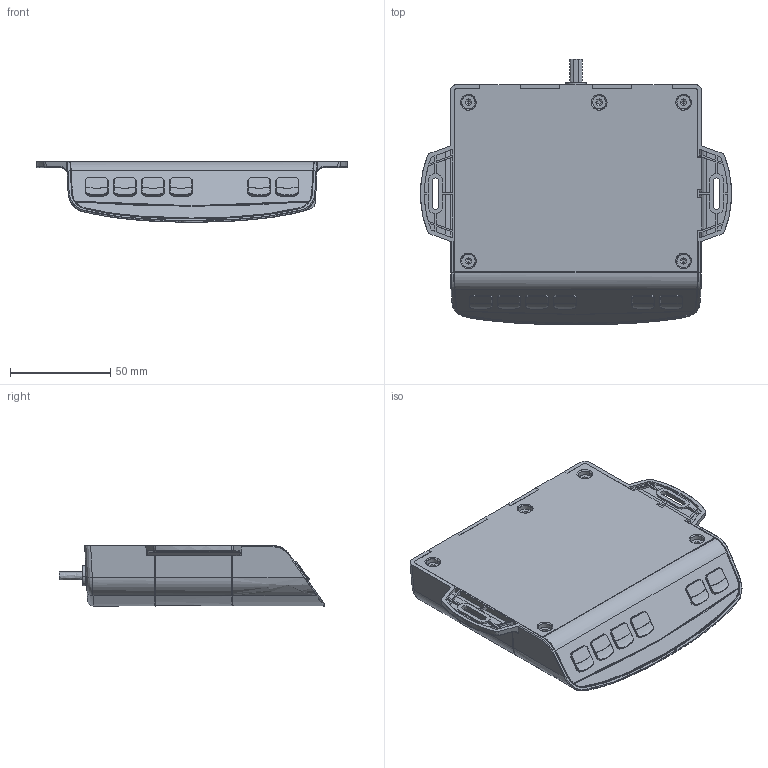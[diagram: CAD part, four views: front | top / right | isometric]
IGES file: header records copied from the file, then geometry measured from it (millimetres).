
Global section: file name: 29HAB02; native system: Rhinoceros ( Aug 28 2018 ); preprocessor: Trout Lake IGES 012 Aug 28 2018; date: 210127.025415; units: millimetre
Bounding box: 154.88 x 132.35 x 30.17 mm (x, y, z)
Surface area: 136738.9 mm2 (no closed solid volume)
Topology: 0 solids, 0 shells, 1957 faces, 13876 edges, 13874 vertices
Faces by surface type: bspline 1957
